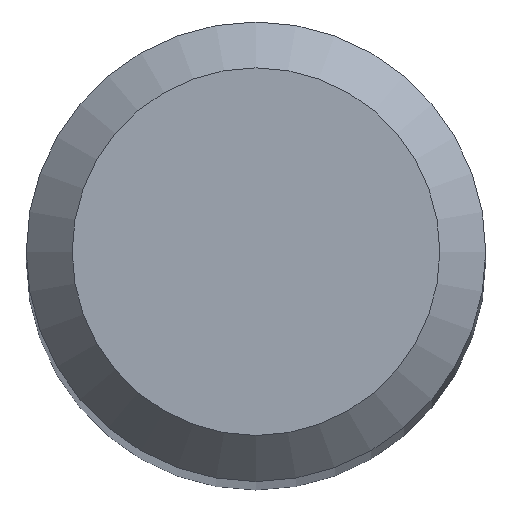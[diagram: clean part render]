
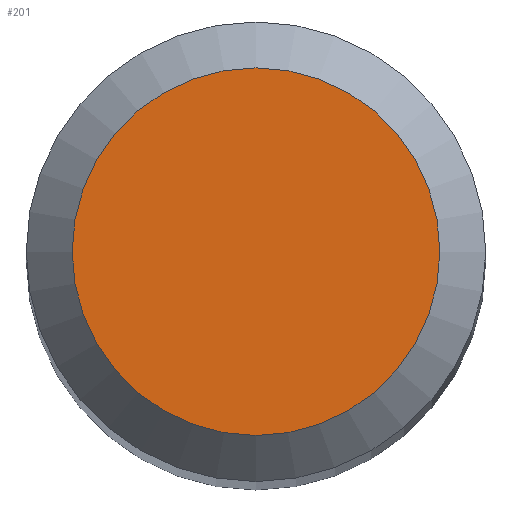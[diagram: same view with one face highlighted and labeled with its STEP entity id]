
A CAD part, top view. The second image highlights one B-rep face of the part: STEP entity #201.
In plain terms, the highlighted planar face has unit normal (0, 0, 1).
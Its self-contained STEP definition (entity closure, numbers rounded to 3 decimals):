
#15 = DIRECTION ( 'NONE',  ( 0., 0., -1. ) ) ;
#55 = CIRCLE ( 'NONE', #99, 1.2 ) ;
#63 = AXIS2_PLACEMENT_3D ( 'NONE', #242, #223, #142 ) ;
#72 = FACE_OUTER_BOUND ( 'NONE', #234, .T. ) ;
#77 = VERTEX_POINT ( 'NONE', #186 ) ;
#89 = DIRECTION ( 'NONE',  ( 0., 1., 0. ) ) ;
#99 = AXIS2_PLACEMENT_3D ( 'NONE', #159, #15, #89 ) ;
#125 = EDGE_CURVE ( 'NONE', #77, #77, #55, .T. ) ;
#132 = ORIENTED_EDGE ( 'NONE', *, *, #125, .F. ) ;
#142 = DIRECTION ( 'NONE',  ( 0., 1., 0. ) ) ;
#159 = CARTESIAN_POINT ( 'NONE',  ( 0., 0., 38. ) ) ;
#161 = PLANE ( 'NONE',  #63 ) ;
#186 = CARTESIAN_POINT ( 'NONE',  ( 0., 1.2, 38. ) ) ;
#201 = ADVANCED_FACE ( 'NONE', ( #72 ), #161, .F. ) ;
#223 = DIRECTION ( 'NONE',  ( 0., 0., -1. ) ) ;
#234 = EDGE_LOOP ( 'NONE', ( #132 ) ) ;
#242 = CARTESIAN_POINT ( 'NONE',  ( 0., 0., 38. ) ) ;
